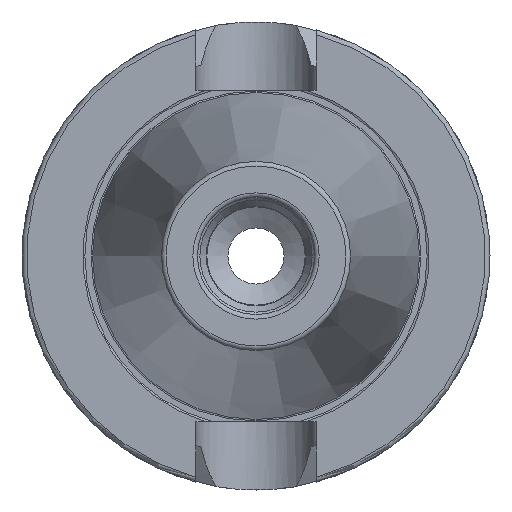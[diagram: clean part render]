
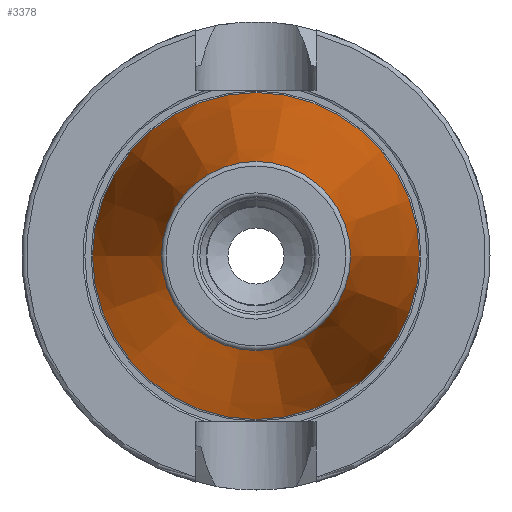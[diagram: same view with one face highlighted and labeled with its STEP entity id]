
A CAD part, left-side view. The second image highlights one B-rep face of the part: STEP entity #3378.
In plain terms, the highlighted conical face has half-angle 8.297 degrees and reference radius 27.564 mm.
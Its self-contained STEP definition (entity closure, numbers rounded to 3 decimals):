
#3344=CARTESIAN_POINT('',(-100.944,20.204,0.0));
#3345=VERTEX_POINT('',#3344);
#3346=CARTESIAN_POINT('',(-100.944,0.,0.0));
#3347=DIRECTION('',(1.0,0.0,0.0));
#3348=DIRECTION('',(0.0,1.0,0.0));
#3349=AXIS2_PLACEMENT_3D('',#3346,#3347,#3348);
#3350=CIRCLE('',#3349,20.204);
#3351=EDGE_CURVE('',#3345,#3345,#3350,.T.);
#3359=CARTESIAN_POINT('',(-50.472,0.,0.0));
#3360=DIRECTION('',(1.0,0.0,0.0));
#3361=DIRECTION('',(0.0,1.0,0.0));
#3362=AXIS2_PLACEMENT_3D('',#3359,#3360,#3361);
#3363=CONICAL_SURFACE('',#3362,27.564,8.297);
#3364=CARTESIAN_POINT('',(0.0,34.925,0.0));
#3365=VERTEX_POINT('',#3364);
#3366=CARTESIAN_POINT('',(0.0,0.,0.0));
#3367=DIRECTION('',(1.0,0.0,0.0));
#3368=DIRECTION('',(0.0,1.0,0.0));
#3369=AXIS2_PLACEMENT_3D('',#3366,#3367,#3368);
#3370=CIRCLE('',#3369,34.925);
#3371=EDGE_CURVE('',#3365,#3365,#3370,.T.);
#3372=ORIENTED_EDGE('',*,*,#3371,.F.);
#3373=EDGE_LOOP('',(#3372));
#3374=FACE_OUTER_BOUND('',#3373,.T.);
#3375=ORIENTED_EDGE('',*,*,#3351,.T.);
#3376=EDGE_LOOP('',(#3375));
#3377=FACE_BOUND('',#3376,.T.);
#3378=ADVANCED_FACE('',(#3374,#3377),#3363,.T.);
